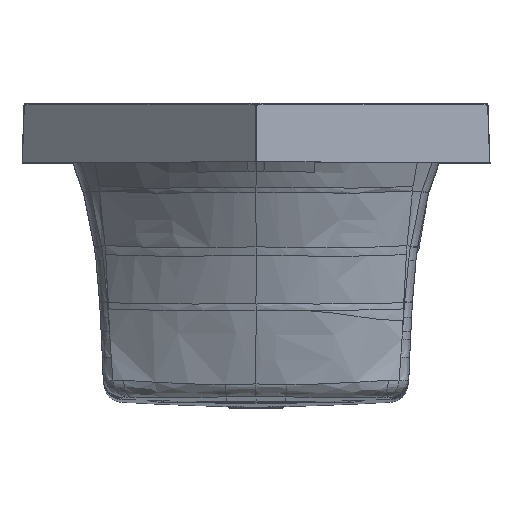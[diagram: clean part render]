
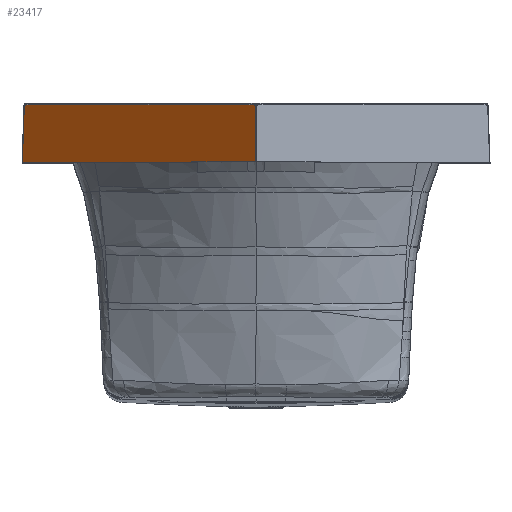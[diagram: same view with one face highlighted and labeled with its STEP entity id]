
A CAD part, top view. The second image highlights one B-rep face of the part: STEP entity #23417.
In plain terms, the highlighted planar face has unit normal (0.707, -0.035, -0.707).
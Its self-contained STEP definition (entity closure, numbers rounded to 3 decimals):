
#61=DIRECTION('',(-0.707,0.,-0.707));
#62=VECTOR('',#61,562.859);
#63=CARTESIAN_POINT('',(-1.413,-100.,948.587));
#64=LINE('',#63,#62);
#429=DIRECTION('',(0.707,-0.002,0.707));
#430=VECTOR('',#429,5.562);
#431=CARTESIAN_POINT('',(-393.585,-1.942,551.573));
#432=LINE('',#431,#430);
#433=DIRECTION('',(0.035,0.999,-0.014));
#434=VECTOR('',#433,94.168);
#435=CARTESIAN_POINT('',(-399.415,-100.,550.585));
#436=LINE('',#435,#434);
#437=DIRECTION('',(0.,-0.999,0.049));
#438=VECTOR('',#437,94.257);
#439=CARTESIAN_POINT('',(-1.413,-5.858,943.937));
#440=LINE('',#439,#438);
#441=CARTESIAN_POINT('',(-2.12,-2.896,943.084));
#442=CARTESIAN_POINT('',(-1.84,-3.238,943.382));
#443=CARTESIAN_POINT('',(-1.575,-3.938,943.681));
#444=CARTESIAN_POINT('',(-1.432,-5.024,943.878));
#445=CARTESIAN_POINT('',(-1.413,-5.583,943.924));
#446=CARTESIAN_POINT('',(-1.413,-5.858,943.937));
#448=CARTESIAN_POINT('',(-4.218,-1.932,940.939));
#449=CARTESIAN_POINT('',(-3.444,-1.931,941.713));
#450=CARTESIAN_POINT('',(-2.729,-2.307,942.446));
#451=CARTESIAN_POINT('',(-2.12,-2.896,943.084));
#453=CARTESIAN_POINT('',(-395.731,-2.907,549.474));
#454=CARTESIAN_POINT('',(-395.047,-2.624,550.145));
#455=CARTESIAN_POINT('',(-394.384,-1.94,550.773));
#456=CARTESIAN_POINT('',(-393.585,-1.942,551.573));
#458=CARTESIAN_POINT('',(-396.128,-5.899,549.224));
#459=CARTESIAN_POINT('',(-396.091,-4.833,549.209));
#460=CARTESIAN_POINT('',(-396.134,-3.674,549.109));
#461=CARTESIAN_POINT('',(-395.731,-2.907,549.474));
#1785=DIRECTION('',(0.707,-0.001,0.707));
#1786=VECTOR('',#1785,10.828);
#1787=CARTESIAN_POINT('',(-389.653,-1.951,
555.506));
#1788=LINE('',#1787,#1786);
#1810=DIRECTION('',(0.707,0.,0.707));
#1811=VECTOR('',#1810,495.16);
#1812=CARTESIAN_POINT('',(-381.996,-1.958,
563.161));
#1813=LINE('',#1812,#1811);
#1814=DIRECTION('',(0.707,0.001,0.707));
#1815=VECTOR('',#1814,22.512);
#1816=CARTESIAN_POINT('',(-31.864,-1.958,
913.292));
#1817=LINE('',#1816,#1815);
#1823=DIRECTION('',(0.707,0.001,0.707));
#1824=VECTOR('',#1823,16.587);
#1825=CARTESIAN_POINT('',(-15.947,-1.943,
929.212));
#1826=LINE('',#1825,#1824);
#21252=CARTESIAN_POINT('',(-1.413,-5.858,
943.937));
#21253=CARTESIAN_POINT('',(-1.413,-100.,948.587));
#21254=VERTEX_POINT('',#21252);
#21255=VERTEX_POINT('',#21253);
#21258=CARTESIAN_POINT('',(-399.415,-100.,
550.585));
#21259=CARTESIAN_POINT('',(-396.128,-5.899,
549.224));
#21260=VERTEX_POINT('',#21258);
#21261=VERTEX_POINT('',#21259);
#21262=VERTEX_POINT('',#441);
#21263=VERTEX_POINT('',#448);
#21264=CARTESIAN_POINT('',(-15.947,-1.943,
929.212));
#21265=VERTEX_POINT('',#21264);
#21266=CARTESIAN_POINT('',(-31.864,-1.958,
913.292));
#21267=VERTEX_POINT('',#21266);
#21268=CARTESIAN_POINT('',(-381.996,-1.958,
563.161));
#21269=VERTEX_POINT('',#21268);
#21270=CARTESIAN_POINT('',(-389.653,-1.951,
555.506));
#21271=VERTEX_POINT('',#21270);
#21272=CARTESIAN_POINT('',(-393.585,-1.942,
551.573));
#21273=VERTEX_POINT('',#21272);
#21274=VERTEX_POINT('',#453);
#23389=CARTESIAN_POINT('',(-199.203,-50.966,
748.375));
#23390=DIRECTION('',(0.707,-0.035,-0.707));
#23391=DIRECTION('',(0.025,0.999,-0.025));
#23392=AXIS2_PLACEMENT_3D('',#23389,#23390,#23391);
#23393=PLANE('',#23392);
#23395=ORIENTED_EDGE('',*,*,#23394,.F.);
#23396=ORIENTED_EDGE('',*,*,#22796,.F.);
#23398=ORIENTED_EDGE('',*,*,#23397,.F.);
#23400=ORIENTED_EDGE('',*,*,#23399,.F.);
#23402=ORIENTED_EDGE('',*,*,#23401,.F.);
#23404=ORIENTED_EDGE('',*,*,#23403,.F.);
#23406=ORIENTED_EDGE('',*,*,#23405,.F.);
#23408=ORIENTED_EDGE('',*,*,#23407,.F.);
#23410=ORIENTED_EDGE('',*,*,#23409,.F.);
#23411=ORIENTED_EDGE('',*,*,#23382,.F.);
#23412=ORIENTED_EDGE('',*,*,#23283,.F.);
#23414=ORIENTED_EDGE('',*,*,#23413,.F.);
#23415=EDGE_LOOP('',(#23395,#23396,#23398,#23400,#23402,#23404,#23406,#23408,
#23410,#23411,#23412,#23414));
#23416=FACE_OUTER_BOUND('',#23415,.F.);
#23417=ADVANCED_FACE('',(#23416),#23393,.T.);
#447=B_SPLINE_CURVE_WITH_KNOTS('',3,(#441,#442,#443,#444,#445,#446),
.UNSPECIFIED.,.F.,.F.,(4,1,1,4),(0.,0.5,0.75,1.),
.UNSPECIFIED.);
#452=B_SPLINE_CURVE_WITH_KNOTS('',3,(#448,#449,#450,#451),.UNSPECIFIED.,.F.,.F.,
(4,4),(0.,1.),.UNSPECIFIED.);
#457=B_SPLINE_CURVE_WITH_KNOTS('',3,(#453,#454,#455,#456),.UNSPECIFIED.,.F.,.F.,
(4,4),(0.,1.),.UNSPECIFIED.);
#462=B_SPLINE_CURVE_WITH_KNOTS('',3,(#458,#459,#460,#461),.UNSPECIFIED.,.F.,.F.,
(4,4),(0.,1.),.UNSPECIFIED.);
#22796=EDGE_CURVE('',#21255,#21260,#64,.T.);
#23283=EDGE_CURVE('',#21274,#21273,#457,.T.);
#23382=EDGE_CURVE('',#21273,#21271,#432,.T.);
#23394=EDGE_CURVE('',#21260,#21261,#436,.T.);
#23397=EDGE_CURVE('',#21254,#21255,#440,.T.);
#23399=EDGE_CURVE('',#21262,#21254,#447,.T.);
#23401=EDGE_CURVE('',#21263,#21262,#452,.T.);
#23403=EDGE_CURVE('',#21265,#21263,#1826,.T.);
#23405=EDGE_CURVE('',#21267,#21265,#1817,.T.);
#23407=EDGE_CURVE('',#21269,#21267,#1813,.T.);
#23409=EDGE_CURVE('',#21271,#21269,#1788,.T.);
#23413=EDGE_CURVE('',#21261,#21274,#462,.T.);
